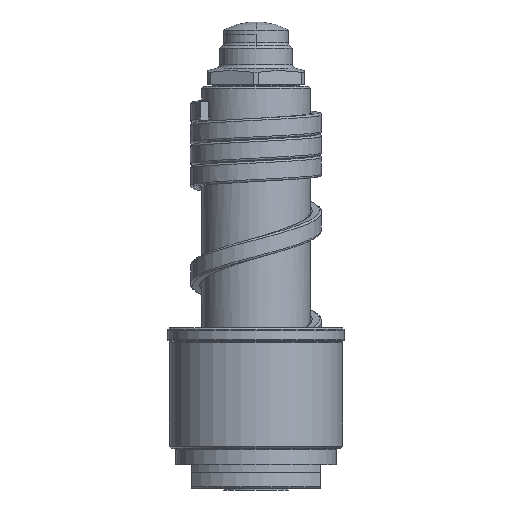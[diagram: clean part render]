
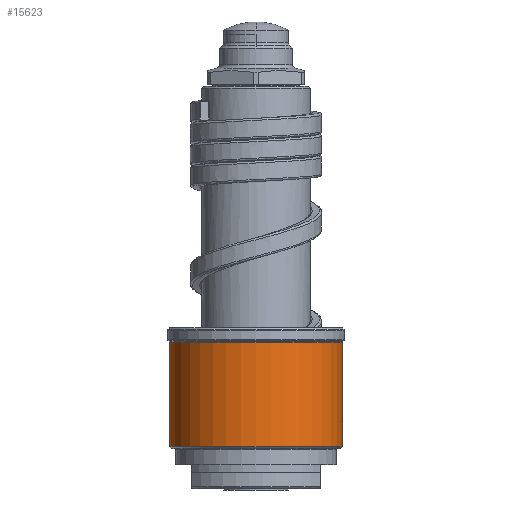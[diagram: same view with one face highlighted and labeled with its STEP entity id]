
A CAD part, front view. The second image highlights one B-rep face of the part: STEP entity #15623.
In plain terms, the highlighted cylindrical face has radius 21.5 mm (diameter 43 mm), a partial arc.
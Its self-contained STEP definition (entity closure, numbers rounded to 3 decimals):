
#5990=CARTESIAN_POINT('',(0.,0.,10.583));
#5991=DIRECTION('',(0.,0.,1.));
#5992=DIRECTION('',(-1.,0.,0.));
#5993=AXIS2_PLACEMENT_3D('',#5990,#5991,#5992);
#5995=DIRECTION('',(0.,0.,-1.));
#5996=VECTOR('',#5995,25.834);
#5997=CARTESIAN_POINT('',(-21.5,0.,36.417));
#5998=LINE('',#5997,#5996);
#5999=CARTESIAN_POINT('',(0.,0.,36.417));
#6000=DIRECTION('',(0.,0.,1.));
#6001=DIRECTION('',(-1.,0.,0.));
#6002=AXIS2_PLACEMENT_3D('',#5999,#6000,#6001);
#6004=DIRECTION('',(0.,0.,-1.));
#6005=VECTOR('',#6004,25.834);
#6006=CARTESIAN_POINT('',(21.5,0.,36.417));
#6007=LINE('',#6006,#6005);
#6348=CARTESIAN_POINT('',(21.5,0.,36.417));
#6349=CARTESIAN_POINT('',(-21.5,0.,36.417));
#6350=VERTEX_POINT('',#6348);
#6351=VERTEX_POINT('',#6349);
#6374=CARTESIAN_POINT('',(21.5,0.,10.583));
#6375=VERTEX_POINT('',#6374);
#6376=CARTESIAN_POINT('',(-21.5,0.,10.583));
#6377=VERTEX_POINT('',#6376);
#15611=CARTESIAN_POINT('',(0.,0.,8.5));
#15612=DIRECTION('',(0.,0.,1.));
#15613=DIRECTION('',(-1.,0.,0.));
#15614=AXIS2_PLACEMENT_3D('',#15611,#15612,#15613);
#15615=CYLINDRICAL_SURFACE('',#15614,21.5);
#15616=ORIENTED_EDGE('',*,*,#13168,.F.);
#15617=ORIENTED_EDGE('',*,*,#13149,.F.);
#15619=ORIENTED_EDGE('',*,*,#15618,.T.);
#15620=ORIENTED_EDGE('',*,*,#13145,.T.);
#15621=EDGE_LOOP('',(#15616,#15617,#15619,#15620));
#15622=FACE_OUTER_BOUND('',#15621,.F.);
#5994=CIRCLE('',#5993,21.5);
#6003=CIRCLE('',#6002,21.5);
#13145=EDGE_CURVE('',#6350,#6375,#6007,.T.);
#13149=EDGE_CURVE('',#6351,#6377,#5998,.T.);
#13168=EDGE_CURVE('',#6377,#6375,#5994,.T.);
#15618=EDGE_CURVE('',#6351,#6350,#6003,.T.);
#15623=ADVANCED_FACE('',(#15622),#15615,.T.);
